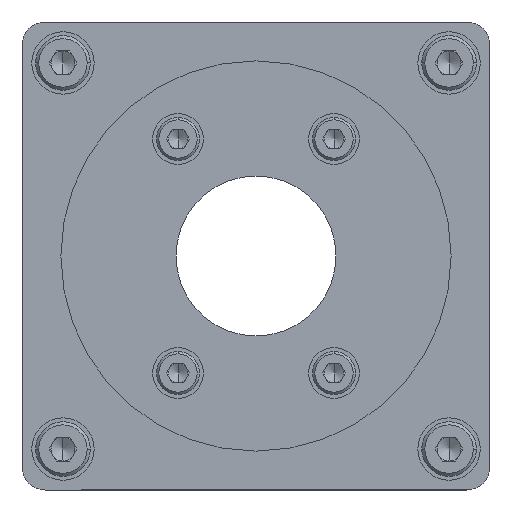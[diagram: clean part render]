
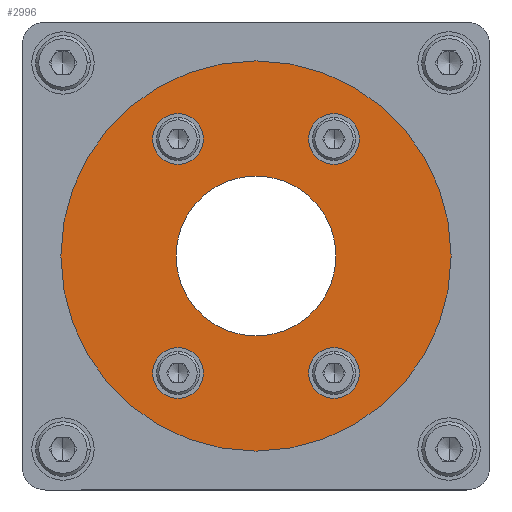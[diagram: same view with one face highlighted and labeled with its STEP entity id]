
A CAD part, left-side view. The second image highlights one B-rep face of the part: STEP entity #2996.
In plain terms, the highlighted planar face has unit normal (-1, 0, 0).
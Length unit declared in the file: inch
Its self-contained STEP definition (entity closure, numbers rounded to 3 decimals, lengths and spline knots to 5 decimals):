
#129 = ORIENTED_EDGE ( 'NONE', *, *, #10566, .T. ) ;
#629 = CIRCLE ( 'NONE', #6371, 0.40354 ) ;
#797 = DIRECTION ( 'NONE',  ( 0., -1., 0. ) ) ;
#807 = DIRECTION ( 'NONE',  ( 0., -1., 0. ) ) ;
#977 = EDGE_LOOP ( 'NONE', ( #21208, #10552 ) ) ;
#1213 = ORIENTED_EDGE ( 'NONE', *, *, #11609, .T. ) ;
#1310 = DIRECTION ( 'NONE',  ( 0., -1., 0. ) ) ;
#1360 = DIRECTION ( 'NONE',  ( 1., 0., 0. ) ) ;
#1508 = VERTEX_POINT ( 'NONE', #20906 ) ;
#1667 = CARTESIAN_POINT ( 'NONE',  ( -1.08268, 0.52165, 0.59055 ) ) ;
#1672 = EDGE_CURVE ( 'NONE', #15035, #3577, #6596, .T. ) ;
#1929 = CARTESIAN_POINT ( 'NONE',  ( -1.08268, -0.3937, 0.59055 ) ) ;
#2084 = AXIS2_PLACEMENT_3D ( 'NONE', #4125, #14246, #2430 ) ;
#2430 = DIRECTION ( 'NONE',  ( 0., 1., 0. ) ) ;
#2438 = EDGE_LOOP ( 'NONE', ( #12323, #4510 ) ) ;
#2490 = DIRECTION ( 'NONE',  ( 1., 0., 0. ) ) ;
#2665 = CARTESIAN_POINT ( 'NONE',  ( -1.08268, 0., 0. ) ) ;
#2820 = DIRECTION ( 'NONE',  ( 1., 0., 0. ) ) ;
#2996 = ADVANCED_FACE ( 'NONE', ( #12782, #17617, #10653, #12453, #19524, #15929 ), #4239, .F. ) ;
#3555 = ORIENTED_EDGE ( 'NONE', *, *, #19114, .T. ) ;
#3577 = VERTEX_POINT ( 'NONE', #20268 ) ;
#3613 = CIRCLE ( 'NONE', #18330, 0.98474 ) ;
#3739 = DIRECTION ( 'NONE',  ( 0., -1., 0. ) ) ;
#4008 = VERTEX_POINT ( 'NONE', #16764 ) ;
#4125 = CARTESIAN_POINT ( 'NONE',  ( -1.08268, 0., 0.40354 ) ) ;
#4239 = PLANE ( 'NONE',  #2084 ) ;
#4510 = ORIENTED_EDGE ( 'NONE', *, *, #6555, .T. ) ;
#4836 = CARTESIAN_POINT ( 'NONE',  ( -1.08268, -0.3937, 0.59055 ) ) ;
#4927 = CARTESIAN_POINT ( 'NONE',  ( -1.08268, 0., 0. ) ) ;
#5192 = DIRECTION ( 'NONE',  ( 1., 0., 0. ) ) ;
#5308 = VERTEX_POINT ( 'NONE', #12564 ) ;
#5723 = AXIS2_PLACEMENT_3D ( 'NONE', #17217, #16773, #18566 ) ;
#5744 = DIRECTION ( 'NONE',  ( 0., -1., 0. ) ) ;
#5836 = CARTESIAN_POINT ( 'NONE',  ( -1.08268, -0.98474, 0. ) ) ;
#6204 = DIRECTION ( 'NONE',  ( 1., 0., 0. ) ) ;
#6371 = AXIS2_PLACEMENT_3D ( 'NONE', #17897, #2490, #797 ) ;
#6430 = CARTESIAN_POINT ( 'NONE',  ( -1.08268, 0.3937, -0.59055 ) ) ;
#6555 = EDGE_CURVE ( 'NONE', #1508, #19379, #12628, .T. ) ;
#6596 = CIRCLE ( 'NONE', #16297, 0.98474 ) ;
#6622 = AXIS2_PLACEMENT_3D ( 'NONE', #1929, #15772, #3739 ) ;
#6866 = ORIENTED_EDGE ( 'NONE', *, *, #6945, .T. ) ;
#6945 = EDGE_CURVE ( 'NONE', #12454, #21453, #18474, .T. ) ;
#7064 = CIRCLE ( 'NONE', #9946, 0.12795 ) ;
#7097 = AXIS2_PLACEMENT_3D ( 'NONE', #18338, #10017, #18443 ) ;
#7233 = AXIS2_PLACEMENT_3D ( 'NONE', #4927, #20666, #22242 ) ;
#7274 = CARTESIAN_POINT ( 'NONE',  ( -1.08268, -0.26575, -0.59055 ) ) ;
#7788 = CIRCLE ( 'NONE', #17121, 0.12795 ) ;
#8174 = CARTESIAN_POINT ( 'NONE',  ( -1.08268, -0.52165, 0.59055 ) ) ;
#8457 = DIRECTION ( 'NONE',  ( 0., -1., 0. ) ) ;
#8984 = CARTESIAN_POINT ( 'NONE',  ( -1.08268, 0.26575, -0.59055 ) ) ;
#9374 = CARTESIAN_POINT ( 'NONE',  ( -1.08268, -0.26575, 0.59055 ) ) ;
#9635 = DIRECTION ( 'NONE',  ( -1., 0., 0. ) ) ;
#9859 = CARTESIAN_POINT ( 'NONE',  ( -1.08268, 0., 0. ) ) ;
#9946 = AXIS2_PLACEMENT_3D ( 'NONE', #4836, #2820, #13374 ) ;
#9982 = DIRECTION ( 'NONE',  ( -1., 0., 0. ) ) ;
#10017 = DIRECTION ( 'NONE',  ( 1., 0., 0. ) ) ;
#10552 = ORIENTED_EDGE ( 'NONE', *, *, #12439, .T. ) ;
#10566 = EDGE_CURVE ( 'NONE', #21453, #12454, #7064, .T. ) ;
#10653 = FACE_BOUND ( 'NONE', #17183, .T. ) ;
#10688 = AXIS2_PLACEMENT_3D ( 'NONE', #21153, #14396, #5744 ) ;
#11084 = VERTEX_POINT ( 'NONE', #21114 ) ;
#11114 = AXIS2_PLACEMENT_3D ( 'NONE', #18791, #5192, #8457 ) ;
#11609 = EDGE_CURVE ( 'NONE', #4008, #22247, #21180, .T. ) ;
#11716 = ORIENTED_EDGE ( 'NONE', *, *, #21895, .T. ) ;
#12323 = ORIENTED_EDGE ( 'NONE', *, *, #20734, .T. ) ;
#12439 = EDGE_CURVE ( 'NONE', #3577, #15035, #3613, .T. ) ;
#12453 = FACE_BOUND ( 'NONE', #18607, .T. ) ;
#12454 = VERTEX_POINT ( 'NONE', #8174 ) ;
#12564 = CARTESIAN_POINT ( 'NONE',  ( -1.08268, -0.52165, -0.59055 ) ) ;
#12628 = CIRCLE ( 'NONE', #7233, 0.40354 ) ;
#12782 = FACE_OUTER_BOUND ( 'NONE', #977, .T. ) ;
#12835 = CIRCLE ( 'NONE', #10688, 0.12795 ) ;
#12919 = ORIENTED_EDGE ( 'NONE', *, *, #18306, .T. ) ;
#13374 = DIRECTION ( 'NONE',  ( 0., -1., 0. ) ) ;
#14246 = DIRECTION ( 'NONE',  ( 1., 0., 0. ) ) ;
#14396 = DIRECTION ( 'NONE',  ( 1., 0., 0. ) ) ;
#14575 = EDGE_LOOP ( 'NONE', ( #6866, #129 ) ) ;
#14936 = VERTEX_POINT ( 'NONE', #8984 ) ;
#15033 = DIRECTION ( 'NONE',  ( 0., -1., 0. ) ) ;
#15035 = VERTEX_POINT ( 'NONE', #5836 ) ;
#15240 = ORIENTED_EDGE ( 'NONE', *, *, #18589, .T. ) ;
#15709 = EDGE_CURVE ( 'NONE', #14936, #11084, #20640, .T. ) ;
#15772 = DIRECTION ( 'NONE',  ( 1., 0., 0. ) ) ;
#15929 = FACE_BOUND ( 'NONE', #19197, .T. ) ;
#16297 = AXIS2_PLACEMENT_3D ( 'NONE', #2665, #9982, #15033 ) ;
#16764 = CARTESIAN_POINT ( 'NONE',  ( -1.08268, 0.26575, 0.59055 ) ) ;
#16771 = CARTESIAN_POINT ( 'NONE',  ( -1.08268, 0.3937, -0.59055 ) ) ;
#16773 = DIRECTION ( 'NONE',  ( 1., 0., 0. ) ) ;
#17094 = CARTESIAN_POINT ( 'NONE',  ( -1.08268, -0.40354, 0. ) ) ;
#17121 = AXIS2_PLACEMENT_3D ( 'NONE', #6430, #6204, #807 ) ;
#17155 = CIRCLE ( 'NONE', #7097, 0.12795 ) ;
#17183 = EDGE_LOOP ( 'NONE', ( #3555, #15240 ) ) ;
#17217 = CARTESIAN_POINT ( 'NONE',  ( -1.08268, 0.3937, 0.59055 ) ) ;
#17617 = FACE_BOUND ( 'NONE', #2438, .T. ) ;
#17897 = CARTESIAN_POINT ( 'NONE',  ( -1.08268, 0., 0. ) ) ;
#18306 = EDGE_CURVE ( 'NONE', #11084, #14936, #7788, .T. ) ;
#18330 = AXIS2_PLACEMENT_3D ( 'NONE', #9859, #9635, #1310 ) ;
#18338 = CARTESIAN_POINT ( 'NONE',  ( -1.08268, -0.3937, -0.59055 ) ) ;
#18443 = DIRECTION ( 'NONE',  ( 0., -1., 0. ) ) ;
#18474 = CIRCLE ( 'NONE', #6622, 0.12795 ) ;
#18566 = DIRECTION ( 'NONE',  ( 0., -1., 0. ) ) ;
#18589 = EDGE_CURVE ( 'NONE', #19805, #5308, #12835, .T. ) ;
#18607 = EDGE_LOOP ( 'NONE', ( #19128, #12919 ) ) ;
#18791 = CARTESIAN_POINT ( 'NONE',  ( -1.08268, 0.3937, 0.59055 ) ) ;
#18991 = CIRCLE ( 'NONE', #5723, 0.12795 ) ;
#19114 = EDGE_CURVE ( 'NONE', #5308, #19805, #17155, .T. ) ;
#19128 = ORIENTED_EDGE ( 'NONE', *, *, #15709, .T. ) ;
#19197 = EDGE_LOOP ( 'NONE', ( #1213, #11716 ) ) ;
#19379 = VERTEX_POINT ( 'NONE', #17094 ) ;
#19524 = FACE_BOUND ( 'NONE', #14575, .T. ) ;
#19805 = VERTEX_POINT ( 'NONE', #7274 ) ;
#20040 = DIRECTION ( 'NONE',  ( 0., -1., 0. ) ) ;
#20268 = CARTESIAN_POINT ( 'NONE',  ( -1.08268, 0.98474, 0. ) ) ;
#20640 = CIRCLE ( 'NONE', #20989, 0.12795 ) ;
#20666 = DIRECTION ( 'NONE',  ( 1., 0., 0. ) ) ;
#20734 = EDGE_CURVE ( 'NONE', #19379, #1508, #629, .T. ) ;
#20906 = CARTESIAN_POINT ( 'NONE',  ( -1.08268, 0.40354, 0. ) ) ;
#20989 = AXIS2_PLACEMENT_3D ( 'NONE', #16771, #1360, #20040 ) ;
#21114 = CARTESIAN_POINT ( 'NONE',  ( -1.08268, 0.52165, -0.59055 ) ) ;
#21153 = CARTESIAN_POINT ( 'NONE',  ( -1.08268, -0.3937, -0.59055 ) ) ;
#21180 = CIRCLE ( 'NONE', #11114, 0.12795 ) ;
#21208 = ORIENTED_EDGE ( 'NONE', *, *, #1672, .T. ) ;
#21453 = VERTEX_POINT ( 'NONE', #9374 ) ;
#21895 = EDGE_CURVE ( 'NONE', #22247, #4008, #18991, .T. ) ;
#22242 = DIRECTION ( 'NONE',  ( 0., -1., 0. ) ) ;
#22247 = VERTEX_POINT ( 'NONE', #1667 ) ;
